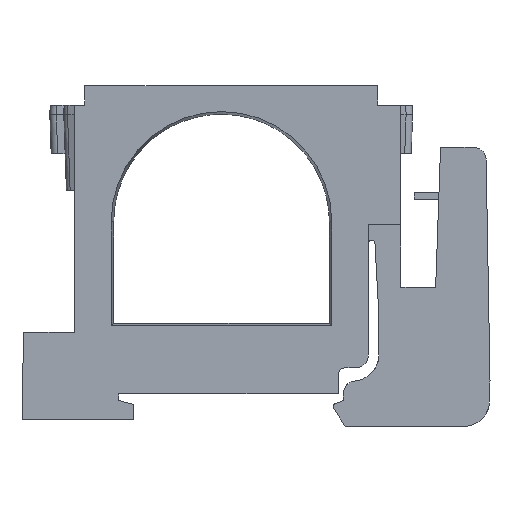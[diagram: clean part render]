
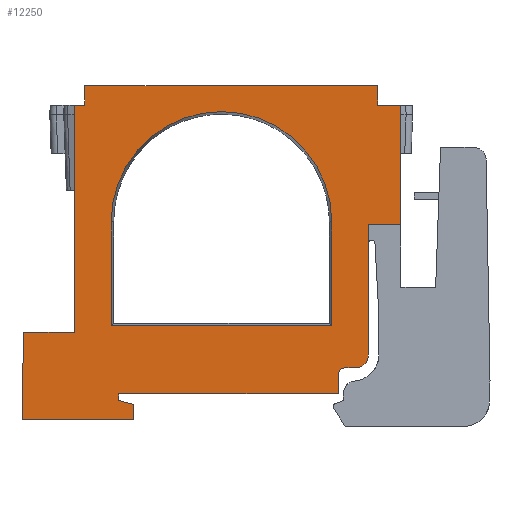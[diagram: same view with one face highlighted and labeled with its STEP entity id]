
A CAD part, left-side view. The second image highlights one B-rep face of the part: STEP entity #12250.
In plain terms, the highlighted planar face has unit normal (-1, 0, 0).
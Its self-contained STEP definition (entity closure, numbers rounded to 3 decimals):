
#718=DIRECTION('',(0.,0.,1.));
#719=VECTOR('',#718,20.067);
#720=CARTESIAN_POINT('',(-24.55,-21.15,10.));
#721=LINE('',#720,#719);
#1300=DIRECTION('',(0.,1.,0.));
#1301=VECTOR('',#1300,3.6);
#1302=CARTESIAN_POINT('',(-24.55,-26.15,48.5));
#1303=LINE('',#1302,#1301);
#2934=CARTESIAN_POINT('',(-24.55,1.5,30.5));
#2935=DIRECTION('',(-1.,0.,0.));
#2936=DIRECTION('',(0.,-1.,0.));
#2937=AXIS2_PLACEMENT_3D('',#2934,#2935,#2936);
#2939=DIRECTION('',(0.,1.,0.));
#2940=VECTOR('',#2939,33.85);
#2941=CARTESIAN_POINT('',(-24.55,-16.5,4.));
#2942=LINE('',#2941,#2940);
#2943=DIRECTION('',(0.,0.,-1.));
#2944=VECTOR('',#2943,1.);
#2945=CARTESIAN_POINT('',(-24.55,17.35,4.));
#2946=LINE('',#2945,#2944);
#2947=DIRECTION('',(0.,-0.966,-0.259));
#2948=VECTOR('',#2947,2.433);
#2949=CARTESIAN_POINT('',(-24.55,17.35,3.));
#2950=LINE('',#2949,#2948);
#2951=DIRECTION('',(0.,0.,-1.));
#2952=VECTOR('',#2951,2.37);
#2953=CARTESIAN_POINT('',(-24.55,15.,2.37));
#2954=LINE('',#2953,#2952);
#2955=DIRECTION('',(0.,-0.017,1.));
#2956=VECTOR('',#2955,13.502);
#2957=CARTESIAN_POINT('',(-24.55,32.236,0.));
#2958=LINE('',#2957,#2956);
#2959=DIRECTION('',(0.,0.,1.));
#2960=VECTOR('',#2959,35.);
#2961=CARTESIAN_POINT('',(-24.55,24.15,13.5));
#2962=LINE('',#2961,#2960);
#2963=DIRECTION('',(0.,-1.,0.));
#2964=VECTOR('',#2963,1.6);
#2965=CARTESIAN_POINT('',(-24.55,24.15,48.5));
#2966=LINE('',#2965,#2964);
#2967=DIRECTION('',(0.,-1.,0.));
#2968=VECTOR('',#2967,45.1);
#2969=CARTESIAN_POINT('',(-24.55,22.55,51.5));
#2970=LINE('',#2969,#2968);
#2971=DIRECTION('',(0.,0.,-1.));
#2972=VECTOR('',#2971,3.);
#2973=CARTESIAN_POINT('',(-24.55,-22.55,51.5));
#2974=LINE('',#2973,#2972);
#2975=CARTESIAN_POINT('',(-24.55,-19.15,10.));
#2976=DIRECTION('',(1.,0.,0.));
#2977=DIRECTION('',(0.,-1.,0.));
#2978=AXIS2_PLACEMENT_3D('',#2975,#2976,#2977);
#2980=DIRECTION('',(0.,1.,0.));
#2981=VECTOR('',#2980,1.65);
#2982=CARTESIAN_POINT('',(-24.55,-19.15,8.));
#2983=LINE('',#2982,#2981);
#2984=CARTESIAN_POINT('',(-24.55,-17.5,7.));
#2985=DIRECTION('',(-1.,0.,0.));
#2986=DIRECTION('',(0.,0.,1.));
#2987=AXIS2_PLACEMENT_3D('',#2984,#2985,#2986);
#2993=DIRECTION('',(0.,1.,0.));
#2994=VECTOR('',#2993,34.);
#2995=CARTESIAN_POINT('',(-24.55,-15.5,14.5));
#2996=LINE('',#2995,#2994);
#3001=DIRECTION('',(0.,0.,-1.));
#3002=VECTOR('',#3001,16.);
#3003=CARTESIAN_POINT('',(-24.55,-15.5,30.5));
#3004=LINE('',#3003,#3002);
#3021=DIRECTION('',(0.,0.,1.));
#3022=VECTOR('',#3021,16.);
#3023=CARTESIAN_POINT('',(-24.55,18.5,14.5));
#3024=LINE('',#3023,#3022);
#3029=DIRECTION('',(0.,0.,1.));
#3030=VECTOR('',#3029,3.);
#3031=CARTESIAN_POINT('',(-24.55,-16.5,4.));
#3032=LINE('',#3031,#3030);
#3109=DIRECTION('',(0.,-1.,0.));
#3110=VECTOR('',#3109,17.236);
#3111=CARTESIAN_POINT('',(-24.55,32.236,0.));
#3112=LINE('',#3111,#3110);
#3153=DIRECTION('',(0.,1.,0.));
#3154=VECTOR('',#3153,7.85);
#3155=CARTESIAN_POINT('',(-24.55,24.15,13.5));
#3156=LINE('',#3155,#3154);
#6342=DIRECTION('',(0.,0.,-1.));
#6343=VECTOR('',#6342,3.);
#6344=CARTESIAN_POINT('',(-24.55,22.55,51.5));
#6345=LINE('',#6344,#6343);
#6402=DIRECTION('',(0.,0.,1.));
#6403=VECTOR('',#6402,18.433);
#6404=CARTESIAN_POINT('',(-24.55,-26.15,30.067));
#6405=LINE('',#6404,#6403);
#6422=DIRECTION('',(0.,-1.,0.));
#6423=VECTOR('',#6422,5.);
#6424=CARTESIAN_POINT('',(-24.55,-21.15,30.067));
#6425=LINE('',#6424,#6423);
#6936=CARTESIAN_POINT('',(-24.55,-21.15,10.));
#6937=CARTESIAN_POINT('',(-24.55,-19.15,8.));
#6938=VERTEX_POINT('',#6936);
#6939=VERTEX_POINT('',#6937);
#6940=CARTESIAN_POINT('',(-24.55,-17.5,8.));
#6941=VERTEX_POINT('',#6940);
#6942=CARTESIAN_POINT('',(-24.55,-16.5,7.));
#6943=VERTEX_POINT('',#6942);
#6944=CARTESIAN_POINT('',(-24.55,17.35,4.));
#6945=CARTESIAN_POINT('',(-24.55,17.35,3.));
#6946=VERTEX_POINT('',#6944);
#6947=VERTEX_POINT('',#6945);
#6948=CARTESIAN_POINT('',(-24.55,15.,2.37));
#6949=VERTEX_POINT('',#6948);
#6950=CARTESIAN_POINT('',(-24.55,15.,0.));
#6951=VERTEX_POINT('',#6950);
#6952=CARTESIAN_POINT('',(-24.55,32.236,0.));
#6953=VERTEX_POINT('',#6952);
#6954=CARTESIAN_POINT('',(-24.55,32.,13.5));
#6955=VERTEX_POINT('',#6954);
#6956=CARTESIAN_POINT('',(-24.55,24.15,13.5));
#6957=VERTEX_POINT('',#6956);
#6958=CARTESIAN_POINT('',(-24.55,24.15,48.5));
#6959=VERTEX_POINT('',#6958);
#6960=CARTESIAN_POINT('',(-24.55,22.55,48.5));
#6961=VERTEX_POINT('',#6960);
#6973=CARTESIAN_POINT('',(-24.55,22.55,51.5));
#6974=VERTEX_POINT('',#6973);
#6975=CARTESIAN_POINT('',(-24.55,-22.55,51.5));
#6976=VERTEX_POINT('',#6975);
#6977=CARTESIAN_POINT('',(-24.55,-22.55,48.5));
#6978=VERTEX_POINT('',#6977);
#6981=CARTESIAN_POINT('',(-24.55,-15.5,30.5));
#6982=CARTESIAN_POINT('',(-24.55,18.5,30.5));
#6983=VERTEX_POINT('',#6981);
#6984=VERTEX_POINT('',#6982);
#7253=CARTESIAN_POINT('',(-24.55,-26.15,48.5));
#7255=VERTEX_POINT('',#7253);
#7662=CARTESIAN_POINT('',(-24.55,-16.5,4.));
#7664=VERTEX_POINT('',#7662);
#7666=CARTESIAN_POINT('',(-24.55,18.5,14.5));
#7668=VERTEX_POINT('',#7666);
#7670=CARTESIAN_POINT('',(-24.55,-15.5,14.5));
#7672=VERTEX_POINT('',#7670);
#8625=CARTESIAN_POINT('',(-24.55,-21.15,30.067));
#8626=VERTEX_POINT('',#8625);
#8630=CARTESIAN_POINT('',(-24.55,-26.15,30.067));
#8632=VERTEX_POINT('',#8630);
#12196=CARTESIAN_POINT('',(-24.55,0.,0.));
#12197=DIRECTION('',(1.,0.,0.));
#12198=DIRECTION('',(0.,1.,0.));
#12199=AXIS2_PLACEMENT_3D('',#12196,#12197,#12198);
#12200=PLANE('',#12199);
#12202=ORIENTED_EDGE('',*,*,#12201,.F.);
#12203=ORIENTED_EDGE('',*,*,#12186,.T.);
#12205=ORIENTED_EDGE('',*,*,#12204,.T.);
#12207=ORIENTED_EDGE('',*,*,#12206,.T.);
#12209=ORIENTED_EDGE('',*,*,#12208,.T.);
#12211=ORIENTED_EDGE('',*,*,#12210,.F.);
#12213=ORIENTED_EDGE('',*,*,#12212,.T.);
#12215=ORIENTED_EDGE('',*,*,#12214,.F.);
#12217=ORIENTED_EDGE('',*,*,#12216,.T.);
#12219=ORIENTED_EDGE('',*,*,#12218,.T.);
#12221=ORIENTED_EDGE('',*,*,#12220,.F.);
#12223=ORIENTED_EDGE('',*,*,#12222,.T.);
#12225=ORIENTED_EDGE('',*,*,#12224,.T.);
#12226=ORIENTED_EDGE('',*,*,#10199,.F.);
#12228=ORIENTED_EDGE('',*,*,#12227,.F.);
#12230=ORIENTED_EDGE('',*,*,#12229,.F.);
#12231=ORIENTED_EDGE('',*,*,#9417,.F.);
#12233=ORIENTED_EDGE('',*,*,#12232,.T.);
#12235=ORIENTED_EDGE('',*,*,#12234,.T.);
#12237=ORIENTED_EDGE('',*,*,#12236,.T.);
#12238=EDGE_LOOP('',(#12202,#12203,#12205,#12207,#12209,#12211,#12213,#12215,
#12217,#12219,#12221,#12223,#12225,#12226,#12228,#12230,#12231,#12233,#12235,
#12237));
#12239=FACE_OUTER_BOUND('',#12238,.F.);
#12241=ORIENTED_EDGE('',*,*,#12240,.F.);
#12243=ORIENTED_EDGE('',*,*,#12242,.F.);
#12245=ORIENTED_EDGE('',*,*,#12244,.T.);
#12247=ORIENTED_EDGE('',*,*,#12246,.F.);
#12248=EDGE_LOOP('',(#12241,#12243,#12245,#12247));
#12249=FACE_BOUND('',#12248,.F.);
#12250=ADVANCED_FACE('',(#12239,#12249),#12200,.F.);
#2938=CIRCLE('',#2937,17.);
#2979=CIRCLE('',#2978,2.);
#2988=CIRCLE('',#2987,1.);
#9417=EDGE_CURVE('',#6938,#8626,#721,.T.);
#10199=EDGE_CURVE('',#7255,#6978,#1303,.T.);
#12186=EDGE_CURVE('',#7664,#6946,#2942,.T.);
#12201=EDGE_CURVE('',#7664,#6943,#3032,.T.);
#12204=EDGE_CURVE('',#6946,#6947,#2946,.T.);
#12206=EDGE_CURVE('',#6947,#6949,#2950,.T.);
#12208=EDGE_CURVE('',#6949,#6951,#2954,.T.);
#12210=EDGE_CURVE('',#6953,#6951,#3112,.T.);
#12212=EDGE_CURVE('',#6953,#6955,#2958,.T.);
#12214=EDGE_CURVE('',#6957,#6955,#3156,.T.);
#12216=EDGE_CURVE('',#6957,#6959,#2962,.T.);
#12218=EDGE_CURVE('',#6959,#6961,#2966,.T.);
#12220=EDGE_CURVE('',#6974,#6961,#6345,.T.);
#12222=EDGE_CURVE('',#6974,#6976,#2970,.T.);
#12224=EDGE_CURVE('',#6976,#6978,#2974,.T.);
#12227=EDGE_CURVE('',#8632,#7255,#6405,.T.);
#12229=EDGE_CURVE('',#8626,#8632,#6425,.T.);
#12232=EDGE_CURVE('',#6938,#6939,#2979,.T.);
#12234=EDGE_CURVE('',#6939,#6941,#2983,.T.);
#12236=EDGE_CURVE('',#6941,#6943,#2988,.T.);
#12240=EDGE_CURVE('',#7672,#7668,#2996,.T.);
#12242=EDGE_CURVE('',#6983,#7672,#3004,.T.);
#12244=EDGE_CURVE('',#6983,#6984,#2938,.T.);
#12246=EDGE_CURVE('',#7668,#6984,#3024,.T.);
